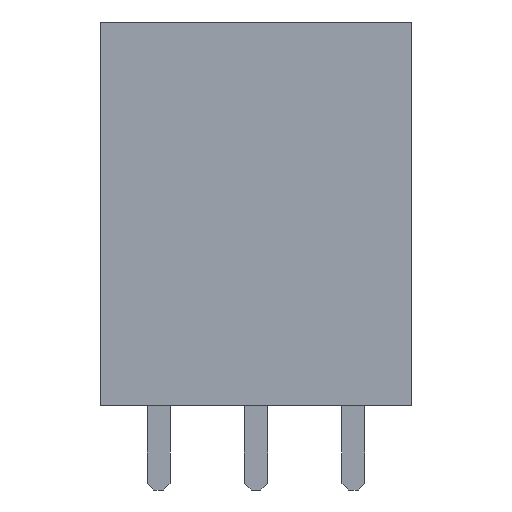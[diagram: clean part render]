
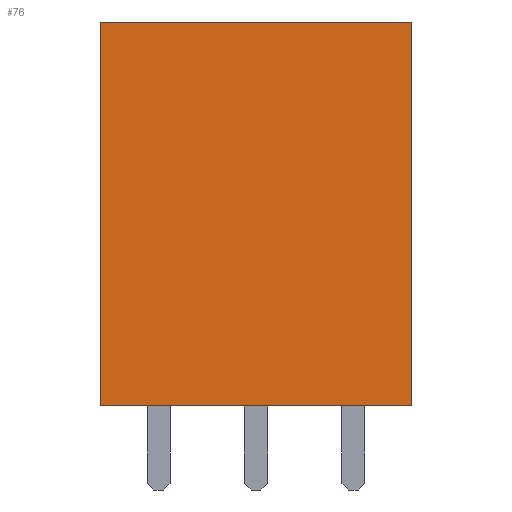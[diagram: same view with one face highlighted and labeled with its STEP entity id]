
A CAD part, front view. The second image highlights one B-rep face of the part: STEP entity #76.
In plain terms, the highlighted planar face has unit normal (0, -1, 0).
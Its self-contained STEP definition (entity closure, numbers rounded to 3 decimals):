
#10 = EDGE_LOOP ( 'NONE', ( #421, #857, #614, #747 ) ) ;
#47 = CARTESIAN_POINT ( 'NONE',  ( -1.52, -1.27, 0. ) ) ;
#76 = ADVANCED_FACE ( 'NONE', ( #791 ), #453, .F. ) ;
#137 = CARTESIAN_POINT ( 'NONE',  ( -1.52, -1.27, 10. ) ) ;
#170 = DIRECTION ( 'NONE',  ( 0., 1., 0. ) ) ;
#175 = DIRECTION ( 'NONE',  ( -1., 0., 0. ) ) ;
#323 = AXIS2_PLACEMENT_3D ( 'NONE', #1590, #170, #879 ) ;
#421 = ORIENTED_EDGE ( 'NONE', *, *, #1005, .T. ) ;
#453 = PLANE ( 'NONE',  #323 ) ;
#614 = ORIENTED_EDGE ( 'NONE', *, *, #1555, .F. ) ;
#710 = CARTESIAN_POINT ( 'NONE',  ( 1.52, -1.27, 0. ) ) ;
#747 = ORIENTED_EDGE ( 'NONE', *, *, #1124, .F. ) ;
#791 = FACE_OUTER_BOUND ( 'NONE', #10, .T. ) ;
#842 = LINE ( 'NONE', #1239, #1170 ) ;
#857 = ORIENTED_EDGE ( 'NONE', *, *, #1159, .T. ) ;
#879 = DIRECTION ( 'NONE',  ( 0., 0., 1. ) ) ;
#903 = VERTEX_POINT ( 'NONE', #1482 ) ;
#935 = LINE ( 'NONE', #710, #1417 ) ;
#1005 = EDGE_CURVE ( 'NONE', #1688, #1467, #842, .T. ) ;
#1072 = LINE ( 'NONE', #1307, #1202 ) ;
#1124 = EDGE_CURVE ( 'NONE', #1688, #903, #1072, .T. ) ;
#1159 = EDGE_CURVE ( 'NONE', #1467, #1813, #1224, .T. ) ;
#1170 = VECTOR ( 'NONE', #1233, 1000. ) ;
#1202 = VECTOR ( 'NONE', #1750, 1000. ) ;
#1204 = CARTESIAN_POINT ( 'NONE',  ( 6.6, -1.27, 10. ) ) ;
#1224 = LINE ( 'NONE', #47, #1445 ) ;
#1233 = DIRECTION ( 'NONE',  ( -1., 0., 0. ) ) ;
#1239 = CARTESIAN_POINT ( 'NONE',  ( 1.52, -1.27, 10. ) ) ;
#1307 = CARTESIAN_POINT ( 'NONE',  ( 6.6, -1.27, 0. ) ) ;
#1417 = VECTOR ( 'NONE', #175, 1000. ) ;
#1445 = VECTOR ( 'NONE', #1855, 1000. ) ;
#1467 = VERTEX_POINT ( 'NONE', #137 ) ;
#1482 = CARTESIAN_POINT ( 'NONE',  ( 6.6, -1.27, 0. ) ) ;
#1509 = CARTESIAN_POINT ( 'NONE',  ( -1.52, -1.27, 0. ) ) ;
#1555 = EDGE_CURVE ( 'NONE', #903, #1813, #935, .T. ) ;
#1590 = CARTESIAN_POINT ( 'NONE',  ( 1.52, -1.27, 0. ) ) ;
#1688 = VERTEX_POINT ( 'NONE', #1204 ) ;
#1750 = DIRECTION ( 'NONE',  ( 0., 0., -1. ) ) ;
#1813 = VERTEX_POINT ( 'NONE', #1509 ) ;
#1855 = DIRECTION ( 'NONE',  ( 0., 0., -1. ) ) ;
